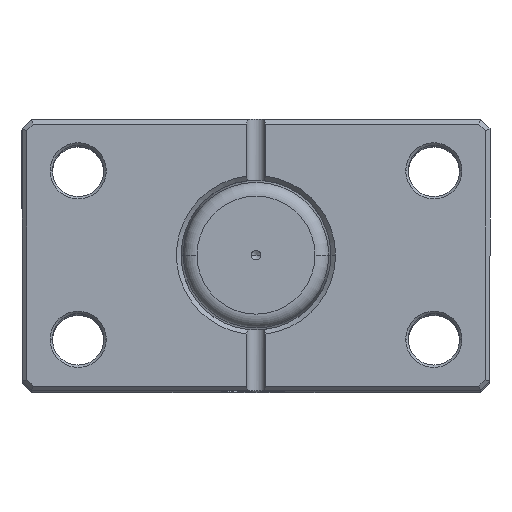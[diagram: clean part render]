
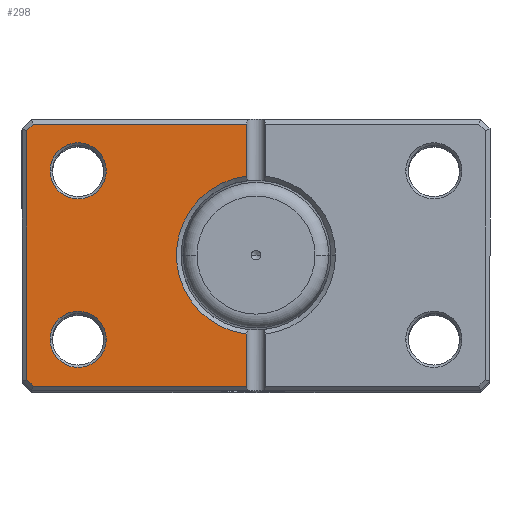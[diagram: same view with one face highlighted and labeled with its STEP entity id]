
A CAD part, top view. The second image highlights one B-rep face of the part: STEP entity #298.
In plain terms, the highlighted face is planar.
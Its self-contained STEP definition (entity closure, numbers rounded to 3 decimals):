
#71 = CARTESIAN_POINT ( 'NONE',  ( 44., 18., 0. ) ) ;
#90 = ORIENTED_EDGE ( 'NONE', *, *, #687, .T. ) ;
#124 = AXIS2_PLACEMENT_3D ( 'NONE', #777, #4408, #1381 ) ;
#129 = AXIS2_PLACEMENT_3D ( 'NONE', #1892, #257, #1570 ) ;
#164 = LINE ( 'NONE', #3160, #4216 ) ;
#222 = AXIS2_PLACEMENT_3D ( 'NONE', #3016, #2945, #2726 ) ;
#257 = DIRECTION ( 'NONE',  ( 0., 0., 1. ) ) ;
#268 = DIRECTION ( 'NONE',  ( 0., 0., 1. ) ) ;
#271 = VERTEX_POINT ( 'NONE', #4625 ) ;
#298 = ADVANCED_FACE ( 'NONE', ( #4594, #2185, #5985 ), #3309, .F. ) ;
#315 = CARTESIAN_POINT ( 'NONE',  ( 37.793, -37.793, 0. ) ) ;
#347 = VECTOR ( 'NONE', #1436, 1000. ) ;
#361 = DIRECTION ( 'NONE',  ( 0.707, -0.707, 0. ) ) ;
#379 = AXIS2_PLACEMENT_3D ( 'NONE', #3485, #3450, #3400 ) ;
#411 = DIRECTION ( 'NONE',  ( -0.707, -0.707, 0. ) ) ;
#471 = VERTEX_POINT ( 'NONE', #4311 ) ;
#686 = EDGE_CURVE ( 'NONE', #471, #4823, #1721, .T. ) ;
#687 = EDGE_CURVE ( 'NONE', #3139, #3712, #4354, .T. ) ;
#695 = EDGE_CURVE ( 'NONE', #4373, #2029, #164, .T. ) ;
#699 = EDGE_CURVE ( 'NONE', #2029, #5542, #6542, .T. ) ;
#707 = EDGE_CURVE ( 'NONE', #5542, #4018, #4076, .T. ) ;
#711 = EDGE_CURVE ( 'NONE', #4018, #3381, #1542, .T. ) ;
#721 = EDGE_CURVE ( 'NONE', #3381, #3897, #5166, .T. ) ;
#724 = EDGE_CURVE ( 'NONE', #3897, #4305, #1343, .T. ) ;
#734 = EDGE_CURVE ( 'NONE', #4305, #271, #6401, .T. ) ;
#777 = CARTESIAN_POINT ( 'NONE',  ( 38., -18., 0. ) ) ;
#798 = EDGE_CURVE ( 'NONE', #271, #4373, #3480, .T. ) ;
#868 = CARTESIAN_POINT ( 'NONE',  ( 49., 0., 0. ) ) ;
#957 = CARTESIAN_POINT ( 'NONE',  ( 37.793, 37.793, 0. ) ) ;
#1015 = ORIENTED_EDGE ( 'NONE', *, *, #707, .T. ) ;
#1343 = LINE ( 'NONE', #868, #2963 ) ;
#1368 = ORIENTED_EDGE ( 'NONE', *, *, #711, .T. ) ;
#1381 = DIRECTION ( 'NONE',  ( 1., 0., 0. ) ) ;
#1426 = CARTESIAN_POINT ( 'NONE',  ( 32., -18., 0. ) ) ;
#1436 = DIRECTION ( 'NONE',  ( 1., 0., 0. ) ) ;
#1496 = DIRECTION ( 'NONE',  ( 0., 1., 0. ) ) ;
#1538 = CARTESIAN_POINT ( 'NONE',  ( 0., 28., 0. ) ) ;
#1539 = AXIS2_PLACEMENT_3D ( 'NONE', #3525, #268, #3998 ) ;
#1542 = LINE ( 'NONE', #1538, #347 ) ;
#1562 = ORIENTED_EDGE ( 'NONE', *, *, #721, .T. ) ;
#1570 = DIRECTION ( 'NONE',  ( 1., 0., 0. ) ) ;
#1607 = EDGE_LOOP ( 'NONE', ( #4874, #3721 ) ) ;
#1721 = CIRCLE ( 'NONE', #379, 6. ) ;
#1781 = CARTESIAN_POINT ( 'NONE',  ( 0., -28., 0. ) ) ;
#1797 = EDGE_CURVE ( 'NONE', #4823, #471, #3103, .T. ) ;
#1892 = CARTESIAN_POINT ( 'NONE',  ( 0., 0., 0. ) ) ;
#1912 = DIRECTION ( 'NONE',  ( 1., 0., 0. ) ) ;
#1950 = CARTESIAN_POINT ( 'NONE',  ( 2., 29., 0. ) ) ;
#2029 = VERTEX_POINT ( 'NONE', #6301 ) ;
#2185 = FACE_BOUND ( 'NONE', #4796, .T. ) ;
#2187 = ORIENTED_EDGE ( 'NONE', *, *, #699, .T. ) ;
#2360 = CARTESIAN_POINT ( 'NONE',  ( 0., 0., 0. ) ) ;
#2726 = DIRECTION ( 'NONE',  ( 1., 0., 0. ) ) ;
#2835 = VECTOR ( 'NONE', #1496, 1000. ) ;
#2945 = DIRECTION ( 'NONE',  ( 0., 0., 1. ) ) ;
#2963 = VECTOR ( 'NONE', #6225, 1000. ) ;
#2979 = CARTESIAN_POINT ( 'NONE',  ( 47.586, 28., 0. ) ) ;
#3016 = CARTESIAN_POINT ( 'NONE',  ( 38., 18., 0. ) ) ;
#3058 = EDGE_LOOP ( 'NONE', ( #4445, #2187, #1015, #1368, #1562, #5624, #5572, #4174 ) ) ;
#3103 = CIRCLE ( 'NONE', #124, 6. ) ;
#3106 = DIRECTION ( 'NONE',  ( 0., 1., 0. ) ) ;
#3139 = VERTEX_POINT ( 'NONE', #71 ) ;
#3160 = CARTESIAN_POINT ( 'NONE',  ( 2., 29., 0. ) ) ;
#3231 = AXIS2_PLACEMENT_3D ( 'NONE', #2360, #6199, #1912 ) ;
#3276 = CARTESIAN_POINT ( 'NONE',  ( 2., -28., 0. ) ) ;
#3309 = PLANE ( 'NONE',  #3231 ) ;
#3317 = DIRECTION ( 'NONE',  ( -1., 0., 0. ) ) ;
#3381 = VERTEX_POINT ( 'NONE', #2979 ) ;
#3400 = DIRECTION ( 'NONE',  ( 1., 0., 0. ) ) ;
#3450 = DIRECTION ( 'NONE',  ( 0., 0., 1. ) ) ;
#3480 = LINE ( 'NONE', #1781, #4577 ) ;
#3485 = CARTESIAN_POINT ( 'NONE',  ( 38., -18., 0. ) ) ;
#3510 = EDGE_CURVE ( 'NONE', #3712, #3139, #6088, .T. ) ;
#3525 = CARTESIAN_POINT ( 'NONE',  ( 38., 18., 0. ) ) ;
#3712 = VERTEX_POINT ( 'NONE', #4424 ) ;
#3721 = ORIENTED_EDGE ( 'NONE', *, *, #686, .T. ) ;
#3897 = VERTEX_POINT ( 'NONE', #5919 ) ;
#3925 = VECTOR ( 'NONE', #361, 1000. ) ;
#3998 = DIRECTION ( 'NONE',  ( 1., 0., 0. ) ) ;
#4018 = VERTEX_POINT ( 'NONE', #6424 ) ;
#4019 = ORIENTED_EDGE ( 'NONE', *, *, #3510, .T. ) ;
#4076 = LINE ( 'NONE', #1950, #2835 ) ;
#4174 = ORIENTED_EDGE ( 'NONE', *, *, #798, .T. ) ;
#4216 = VECTOR ( 'NONE', #3106, 1000. ) ;
#4298 = CARTESIAN_POINT ( 'NONE',  ( 2., 16.882, 0. ) ) ;
#4305 = VERTEX_POINT ( 'NONE', #6523 ) ;
#4311 = CARTESIAN_POINT ( 'NONE',  ( 44., -18., 0. ) ) ;
#4354 = CIRCLE ( 'NONE', #222, 6. ) ;
#4373 = VERTEX_POINT ( 'NONE', #3276 ) ;
#4408 = DIRECTION ( 'NONE',  ( 0., 0., 1. ) ) ;
#4424 = CARTESIAN_POINT ( 'NONE',  ( 32., 18., 0. ) ) ;
#4445 = ORIENTED_EDGE ( 'NONE', *, *, #695, .T. ) ;
#4577 = VECTOR ( 'NONE', #3317, 1000. ) ;
#4594 = FACE_BOUND ( 'NONE', #1607, .T. ) ;
#4625 = CARTESIAN_POINT ( 'NONE',  ( 47.586, -28., 0. ) ) ;
#4796 = EDGE_LOOP ( 'NONE', ( #4019, #90 ) ) ;
#4823 = VERTEX_POINT ( 'NONE', #1426 ) ;
#4874 = ORIENTED_EDGE ( 'NONE', *, *, #1797, .T. ) ;
#5166 = LINE ( 'NONE', #957, #3925 ) ;
#5542 = VERTEX_POINT ( 'NONE', #4298 ) ;
#5572 = ORIENTED_EDGE ( 'NONE', *, *, #734, .T. ) ;
#5624 = ORIENTED_EDGE ( 'NONE', *, *, #724, .T. ) ;
#5919 = CARTESIAN_POINT ( 'NONE',  ( 49., 26.586, 0. ) ) ;
#5985 = FACE_OUTER_BOUND ( 'NONE', #3058, .T. ) ;
#6088 = CIRCLE ( 'NONE', #1539, 6. ) ;
#6199 = DIRECTION ( 'NONE',  ( 0., 0., 1. ) ) ;
#6225 = DIRECTION ( 'NONE',  ( 0., -1., 0. ) ) ;
#6254 = VECTOR ( 'NONE', #411, 1000. ) ;
#6301 = CARTESIAN_POINT ( 'NONE',  ( 2., -16.882, 0. ) ) ;
#6401 = LINE ( 'NONE', #315, #6254 ) ;
#6424 = CARTESIAN_POINT ( 'NONE',  ( 2., 28., 0. ) ) ;
#6523 = CARTESIAN_POINT ( 'NONE',  ( 49., -26.586, 0. ) ) ;
#6542 = CIRCLE ( 'NONE', #129, 17. ) ;
